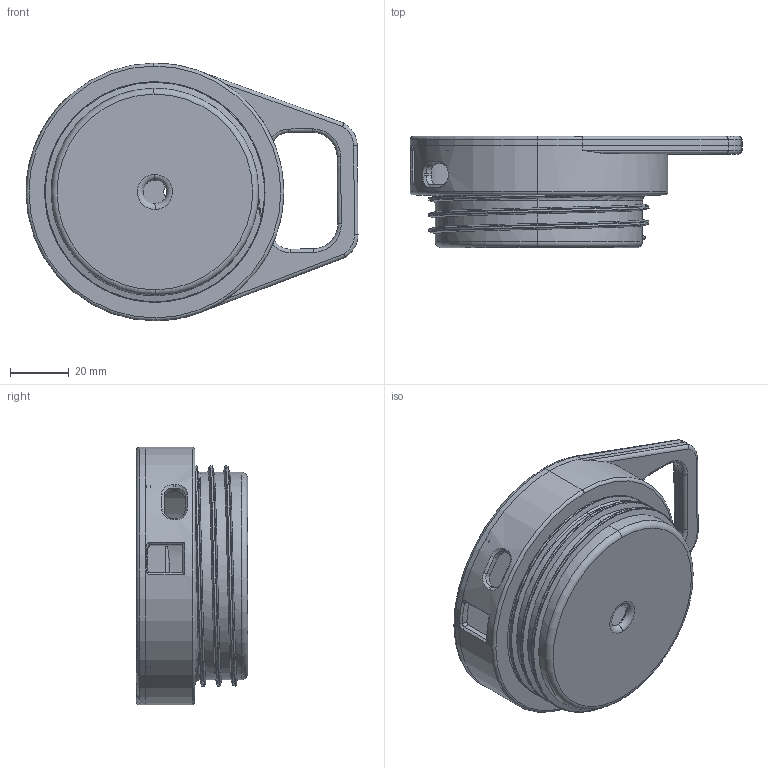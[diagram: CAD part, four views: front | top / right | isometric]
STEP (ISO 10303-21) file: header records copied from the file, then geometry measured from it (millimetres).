
FILE_DESCRIPTION (( 'STEP AP214' ), '1' );
FILE_NAME ('Lid-UVC_LED_WaterBottle_v2.STEP', '2025-12-22T02:02:53', ( '' ), ( '' ), 'SwSTEP 2.0', 'SolidWorks 2024', '' );
FILE_SCHEMA (( 'AUTOMOTIVE_DESIGN' ));
Length unit declared in the file: millimetre
Products named in the file (2): Lid-UVC_LED_WaterBottle_v2; F-UVC-Solar_RevA1.1.3_LidCap
Assembly tree (1 placements, depth 2):
  Lid-UVC_LED_WaterBottle_v2
    F-UVC-Solar_RevA1.1.3_LidCap
Bounding box: 113.34 x 38 x 88 mm (x, y, z)
Volume: 62833.6 mm3; surface area: 48004.8 mm2
Topology: 2 solids, 2 shells, 297 faces, 723 edges, 456 vertices
Faces by surface type: cylinder 134, plane 81, torus 64, bspline 14, cone 4
Entity records: 17631 total; most frequent: CARTESIAN_POINT 7176, DIRECTION 1591, ORIENTED_EDGE 1444, EDGE_CURVE 722, AXIS2_PLACEMENT_3D 678, VERTEX_POINT 454, CIRCLE 391, EDGE_LOOP 346
